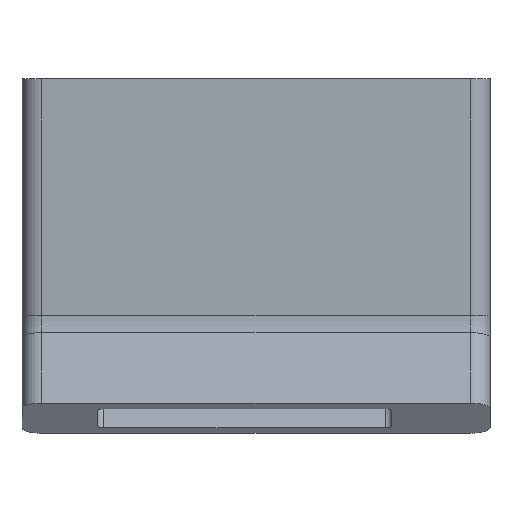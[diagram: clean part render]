
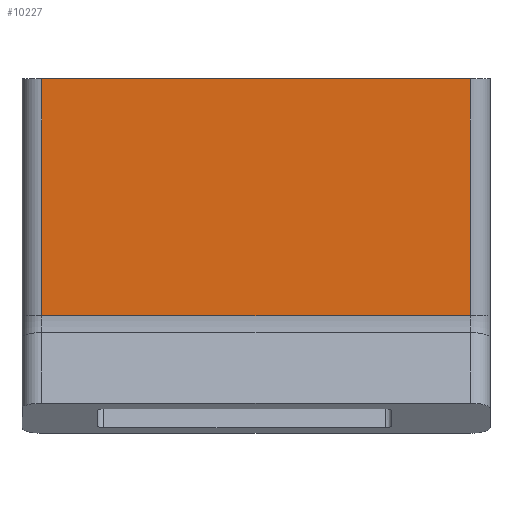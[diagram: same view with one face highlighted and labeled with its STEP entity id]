
A CAD part, top view. The second image highlights one B-rep face of the part: STEP entity #10227.
In plain terms, the highlighted planar face has unit normal (0, 0, 1).
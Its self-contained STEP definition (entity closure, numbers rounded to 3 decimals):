
#822=LINE('',#15823,#1988);
#823=LINE('',#15825,#1989);
#824=LINE('',#15827,#1990);
#825=LINE('',#15828,#1991);
#1988=VECTOR('',#12768,10.);
#1989=VECTOR('',#12769,10.);
#1990=VECTOR('',#12770,10.);
#1991=VECTOR('',#12771,10.);
#2940=FACE_OUTER_BOUND('',#3549,.T.);
#3549=EDGE_LOOP('',(#7844,#7845,#7846,#7847));
#4674=VERTEX_POINT('',#15821);
#4675=VERTEX_POINT('',#15822);
#4676=VERTEX_POINT('',#15824);
#4677=VERTEX_POINT('',#15826);
#5837=EDGE_CURVE('',#4674,#4675,#822,.T.);
#5838=EDGE_CURVE('',#4674,#4676,#823,.T.);
#5839=EDGE_CURVE('',#4677,#4676,#824,.T.);
#5840=EDGE_CURVE('',#4675,#4677,#825,.T.);
#7844=ORIENTED_EDGE('',*,*,#5837,.F.);
#7845=ORIENTED_EDGE('',*,*,#5838,.T.);
#7846=ORIENTED_EDGE('',*,*,#5839,.F.);
#7847=ORIENTED_EDGE('',*,*,#5840,.F.);
#9758=PLANE('',#10968);
#10227=ADVANCED_FACE('',(#2940),#9758,.T.);
#10968=AXIS2_PLACEMENT_3D('',#15820,#12766,#12767);
#12766=DIRECTION('center_axis',(0.,0.,1.));
#12767=DIRECTION('ref_axis',(0.,-1.,0.));
#12768=DIRECTION('',(0.,1.,0.));
#12769=DIRECTION('',(1.,0.,0.));
#12770=DIRECTION('',(0.,-1.,0.));
#12771=DIRECTION('',(1.,0.,0.));
#15820=CARTESIAN_POINT('Origin',(0.,90.155,14.057));
#15821=CARTESIAN_POINT('',(-62.,17.788,14.057));
#15822=CARTESIAN_POINT('',(-62.,90.155,14.057));
#15823=CARTESIAN_POINT('',(-62.,63.103,14.057));
#15824=CARTESIAN_POINT('',(69.,17.788,14.057));
#15825=CARTESIAN_POINT('',(0.,17.788,14.057));
#15826=CARTESIAN_POINT('',(69.,90.155,14.057));
#15827=CARTESIAN_POINT('',(69.,63.103,14.057));
#15828=CARTESIAN_POINT('',(0.,90.155,14.057));
